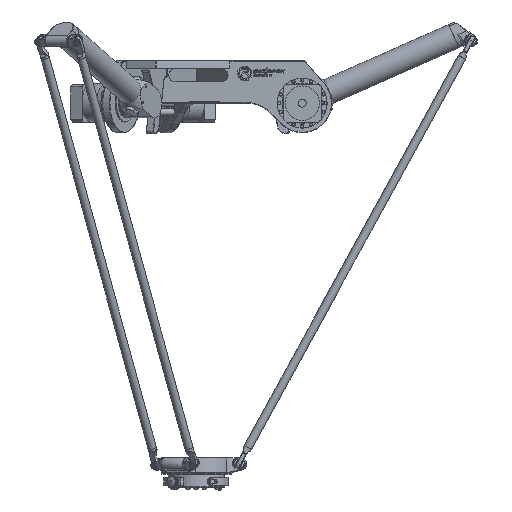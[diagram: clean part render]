
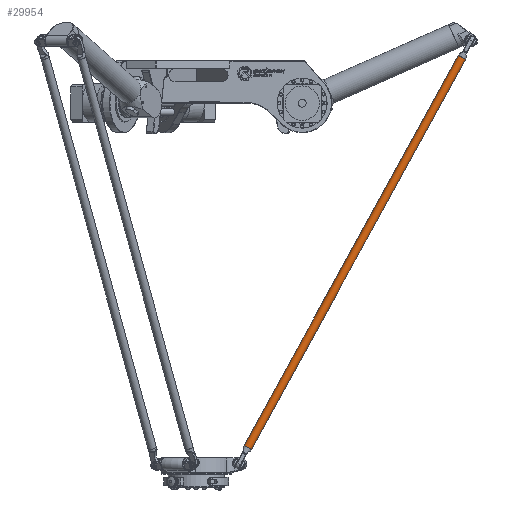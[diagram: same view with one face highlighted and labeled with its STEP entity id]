
A CAD part, front view. The second image highlights one B-rep face of the part: STEP entity #29954.
In plain terms, the highlighted cylindrical face has radius 10 mm (diameter 20 mm), a full revolution.
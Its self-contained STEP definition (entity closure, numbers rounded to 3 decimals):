
#933=FACE_BOUND('',#6858,.T.);
#2251=CIRCLE('',#32826,10.);
#2257=CIRCLE('',#32836,10.);
#3104=CYLINDRICAL_SURFACE('',#32907,10.);
#4605=FACE_OUTER_BOUND('',#6857,.T.);
#6857=EDGE_LOOP('',(#24968));
#6858=EDGE_LOOP('',(#24969));
#14280=VERTEX_POINT('',#55399);
#14286=VERTEX_POINT('',#55415);
#17931=EDGE_CURVE('',#14280,#14280,#2251,.T.);
#17937=EDGE_CURVE('',#14286,#14286,#2257,.T.);
#24968=ORIENTED_EDGE('',*,*,#17931,.T.);
#24969=ORIENTED_EDGE('',*,*,#17937,.T.);
#29954=ADVANCED_FACE('',(#4605,#933),#3104,.T.);
#32826=AXIS2_PLACEMENT_3D('',#55400,#40136,#40137);
#32836=AXIS2_PLACEMENT_3D('',#55416,#40156,#40157);
#32907=AXIS2_PLACEMENT_3D('',#55613,#40346,#40347);
#40136=DIRECTION('center_axis',(-1.,0.,0.));
#40137=DIRECTION('ref_axis',(0.,0.,1.));
#40156=DIRECTION('center_axis',(1.,0.,0.));
#40157=DIRECTION('ref_axis',(0.,0.,1.));
#40346=DIRECTION('center_axis',(-1.,0.,0.));
#40347=DIRECTION('ref_axis',(0.,0.,1.));
#55399=CARTESIAN_POINT('',(1094.9,0.,10.));
#55400=CARTESIAN_POINT('Origin',(1094.9,0.,0.));
#55415=CARTESIAN_POINT('',(45.1,0.,10.));
#55416=CARTESIAN_POINT('Origin',(45.1,0.,0.));
#55613=CARTESIAN_POINT('Origin',(1095.,0.,0.));
